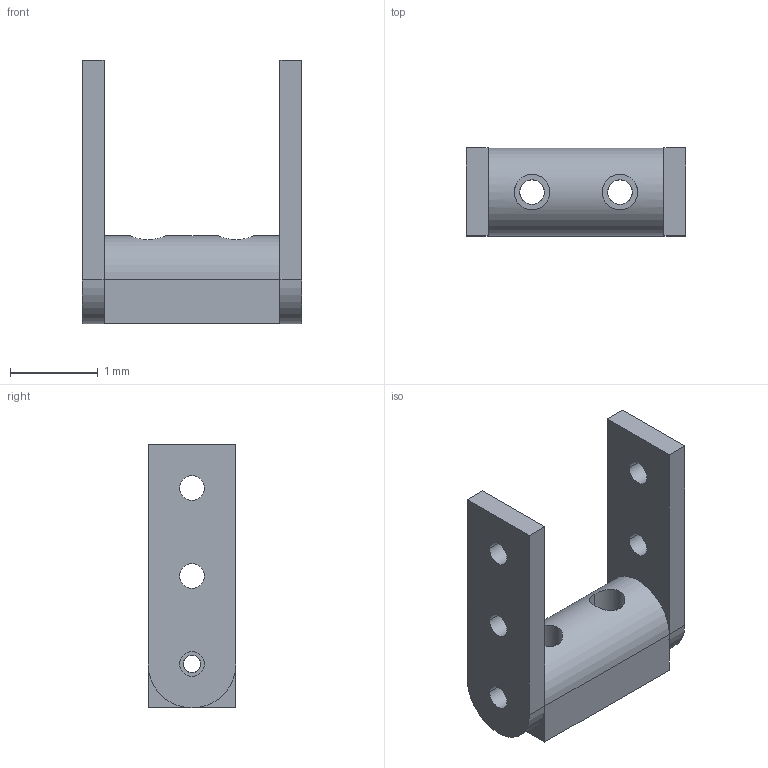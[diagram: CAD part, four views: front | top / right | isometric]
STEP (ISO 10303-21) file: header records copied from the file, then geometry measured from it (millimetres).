
FILE_DESCRIPTION((''),'2;1');
FILE_NAME('10HI8331.stp','2015-07-13T14:25:27',(''),(''),'Mechanical Desktop 2011','Mechanical Desktop 2011',', , ');
FILE_SCHEMA(('CONFIG_CONTROL_DESIGN'));
Length unit declared in the file: millimetre
Products named in the file (1): Product
Bounding box: 2.5 x 1 x 3 mm (x, y, z)
Volume: 2.9 mm3; surface area: 27.3 mm2
Topology: 3 solids, 3 shells, 46 faces, 118 edges, 80 vertices
Faces by surface type: cylinder 29, plane 17
Entity records: 1731 total; most frequent: CARTESIAN_POINT 453, DIRECTION 242, ORIENTED_EDGE 236, EDGE_CURVE 118, AXIS2_PLACEMENT_3D 93, VERTEX_POINT 80, EDGE_LOOP 70, VECTOR 56
